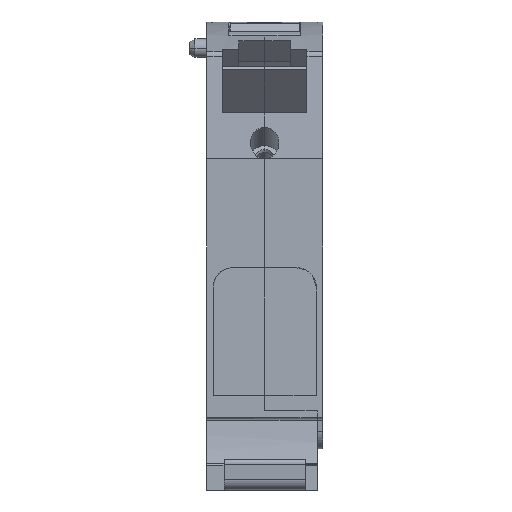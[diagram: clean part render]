
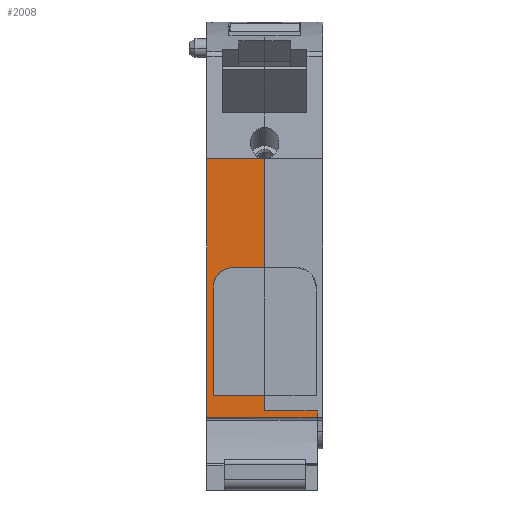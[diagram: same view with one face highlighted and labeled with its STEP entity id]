
A CAD part, front view. The second image highlights one B-rep face of the part: STEP entity #2008.
In plain terms, the highlighted planar face has unit normal (0, -1, 0).
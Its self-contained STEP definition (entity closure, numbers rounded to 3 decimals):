
#1921=AXIS2_PLACEMENT_3D('Plane Axis2P3D',#1918,#1919,#1920) ;
#96=CARTESIAN_POINT('Vertex',(22.,1.529,13.6)) ;
#99=CARTESIAN_POINT('Line Origine',(22.,1.529,13.025)) ;
#103=CARTESIAN_POINT('Vertex',(22.,1.529,12.45)) ;
#1270=CARTESIAN_POINT('Vertex',(3.,1.529,12.45)) ;
#1273=CARTESIAN_POINT('Line Origine',(3.,1.529,34.7)) ;
#1277=CARTESIAN_POINT('Vertex',(3.,1.529,56.95)) ;
#1903=CARTESIAN_POINT('Vertex',(13.,1.529,13.6)) ;
#1906=CARTESIAN_POINT('Line Origine',(17.5,1.529,13.6)) ;
#1918=CARTESIAN_POINT('Axis2P3D Location',(3.,1.529,13.45)) ;
#1923=CARTESIAN_POINT('Line Origine',(12.5,1.529,12.45)) ;
#1928=CARTESIAN_POINT('Line Origine',(13.,1.529,14.9)) ;
#1932=CARTESIAN_POINT('Vertex',(13.,1.529,16.2)) ;
#1935=CARTESIAN_POINT('Line Origine',(8.575,1.529,16.2)) ;
#1939=CARTESIAN_POINT('Vertex',(4.15,1.529,16.2)) ;
#1942=CARTESIAN_POINT('Line Origine',(4.15,1.529,25.546)) ;
#1946=CARTESIAN_POINT('Vertex',(4.15,1.529,34.892)) ;
#1950=CARTESIAN_POINT('Control Point',(7.485,1.529,38.202)) ;
#1951=CARTESIAN_POINT('Control Point',(7.163,1.529,38.201)) ;
#1952=CARTESIAN_POINT('Control Point',(6.84,1.529,38.159)) ;
#1953=CARTESIAN_POINT('Control Point',(6.525,1.529,38.079)) ;
#1954=CARTESIAN_POINT('Control Point',(5.923,1.529,37.845)) ;
#1955=CARTESIAN_POINT('Control Point',(5.394,1.529,37.479)) ;
#1956=CARTESIAN_POINT('Control Point',(5.154,1.529,37.268)) ;
#1957=CARTESIAN_POINT('Control Point',(4.666,1.529,36.726)) ;
#1958=CARTESIAN_POINT('Control Point',(4.339,1.529,36.078)) ;
#1959=CARTESIAN_POINT('Control Point',(4.213,1.529,35.69)) ;
#1960=CARTESIAN_POINT('Control Point',(4.15,1.529,35.29)) ;
#1961=CARTESIAN_POINT('Control Point',(4.15,1.529,34.892)) ;
#1962=CARTESIAN_POINT('Vertex',(7.485,1.529,38.202)) ;
#1965=CARTESIAN_POINT('Line Origine',(10.242,1.529,38.202)) ;
#1969=CARTESIAN_POINT('Vertex',(13.,1.529,38.202)) ;
#1972=CARTESIAN_POINT('Line Origine',(13.,1.529,47.571)) ;
#1976=CARTESIAN_POINT('Vertex',(13.,1.529,56.94)) ;
#1980=CARTESIAN_POINT('Control Point',(12.793,1.529,56.95)) ;
#1981=CARTESIAN_POINT('Control Point',(12.834,1.529,56.946)) ;
#1982=CARTESIAN_POINT('Control Point',(12.875,1.529,56.943)) ;
#1983=CARTESIAN_POINT('Control Point',(12.917,1.529,56.941)) ;
#1984=CARTESIAN_POINT('Control Point',(12.958,1.529,56.94)) ;
#1985=CARTESIAN_POINT('Control Point',(13.,1.529,56.94)) ;
#1986=CARTESIAN_POINT('Vertex',(12.793,1.529,56.95)) ;
#1989=CARTESIAN_POINT('Line Origine',(7.896,1.529,56.95)) ;
#100=DIRECTION('Vector Direction',(0.,0.,1.)) ;
#1274=DIRECTION('Vector Direction',(0.,0.,1.)) ;
#1907=DIRECTION('Vector Direction',(1.,0.,0.)) ;
#1919=DIRECTION('Axis2P3D Direction',(0.,1.,0.)) ;
#1920=DIRECTION('Axis2P3D XDirection',(0.,0.,1.)) ;
#1924=DIRECTION('Vector Direction',(-1.,0.,0.)) ;
#1929=DIRECTION('Vector Direction',(0.,0.,1.)) ;
#1936=DIRECTION('Vector Direction',(1.,0.,0.)) ;
#1943=DIRECTION('Vector Direction',(0.,0.,-1.)) ;
#1966=DIRECTION('Vector Direction',(-1.,0.,0.)) ;
#1973=DIRECTION('Vector Direction',(0.,0.,1.)) ;
#1990=DIRECTION('Vector Direction',(1.,0.,0.)) ;
#101=VECTOR('Line Direction',#100,1.) ;
#1275=VECTOR('Line Direction',#1274,1.) ;
#1908=VECTOR('Line Direction',#1907,1.) ;
#1925=VECTOR('Line Direction',#1924,1.) ;
#1930=VECTOR('Line Direction',#1929,1.) ;
#1937=VECTOR('Line Direction',#1936,1.) ;
#1944=VECTOR('Line Direction',#1943,1.) ;
#1967=VECTOR('Line Direction',#1966,1.) ;
#1974=VECTOR('Line Direction',#1973,1.) ;
#1991=VECTOR('Line Direction',#1990,1.) ;
#1995=ORIENTED_EDGE('',*,*,#1927,.F.) ;
#1996=ORIENTED_EDGE('',*,*,#105,.F.) ;
#1997=ORIENTED_EDGE('',*,*,#1910,.T.) ;
#1998=ORIENTED_EDGE('',*,*,#1934,.T.) ;
#1999=ORIENTED_EDGE('',*,*,#1941,.F.) ;
#2000=ORIENTED_EDGE('',*,*,#1948,.T.) ;
#2001=ORIENTED_EDGE('',*,*,#1964,.T.) ;
#2002=ORIENTED_EDGE('',*,*,#1971,.T.) ;
#2003=ORIENTED_EDGE('',*,*,#1978,.F.) ;
#2004=ORIENTED_EDGE('',*,*,#1988,.F.) ;
#2005=ORIENTED_EDGE('',*,*,#1993,.F.) ;
#2006=ORIENTED_EDGE('',*,*,#1279,.F.) ;
#2008=ADVANCED_FACE('MLD L',(#2007),#1922,.F.) ;
#1949=B_SPLINE_CURVE_WITH_KNOTS('',5,(#1950,#1951,#1952,#1953,#1954,#1955,#1956,#1957,#1958,#1959,#1960,#1961),.UNSPECIFIED.,.F.,.U.,(6,3,3,6),(0.,2.31,4.606,7.572),.UNSPECIFIED.) ;
#1979=B_SPLINE_CURVE_WITH_KNOTS('',5,(#1980,#1981,#1982,#1983,#1984,#1985),.UNSPECIFIED.,.F.,.U.,(6,6),(0.,0.294),.UNSPECIFIED.) ;
#105=EDGE_CURVE('',#97,#104,#102,.F.) ;
#1279=EDGE_CURVE('',#1271,#1278,#1276,.T.) ;
#1910=EDGE_CURVE('',#97,#1904,#1909,.F.) ;
#1927=EDGE_CURVE('',#104,#1271,#1926,.T.) ;
#1934=EDGE_CURVE('',#1904,#1933,#1931,.T.) ;
#1941=EDGE_CURVE('',#1940,#1933,#1938,.T.) ;
#1948=EDGE_CURVE('',#1940,#1947,#1945,.F.) ;
#1964=EDGE_CURVE('',#1947,#1963,#1949,.F.) ;
#1971=EDGE_CURVE('',#1963,#1970,#1968,.F.) ;
#1978=EDGE_CURVE('',#1977,#1970,#1975,.F.) ;
#1988=EDGE_CURVE('',#1987,#1977,#1979,.T.) ;
#1993=EDGE_CURVE('',#1278,#1987,#1992,.T.) ;
#1994=EDGE_LOOP('',(#1995,#1996,#1997,#1998,#1999,#2000,#2001,#2002,#2003,#2004,#2005,#2006)) ;
#2007=FACE_OUTER_BOUND('',#1994,.T.) ;
#102=LINE('Line',#99,#101) ;
#1276=LINE('Line',#1273,#1275) ;
#1909=LINE('Line',#1906,#1908) ;
#1926=LINE('Line',#1923,#1925) ;
#1931=LINE('Line',#1928,#1930) ;
#1938=LINE('Line',#1935,#1937) ;
#1945=LINE('Line',#1942,#1944) ;
#1968=LINE('Line',#1965,#1967) ;
#1975=LINE('Line',#1972,#1974) ;
#1992=LINE('Line',#1989,#1991) ;
#1922=PLANE('',#1921) ;
#97=VERTEX_POINT('',#96) ;
#104=VERTEX_POINT('',#103) ;
#1271=VERTEX_POINT('',#1270) ;
#1278=VERTEX_POINT('',#1277) ;
#1904=VERTEX_POINT('',#1903) ;
#1933=VERTEX_POINT('',#1932) ;
#1940=VERTEX_POINT('',#1939) ;
#1947=VERTEX_POINT('',#1946) ;
#1963=VERTEX_POINT('',#1962) ;
#1970=VERTEX_POINT('',#1969) ;
#1977=VERTEX_POINT('',#1976) ;
#1987=VERTEX_POINT('',#1986) ;
